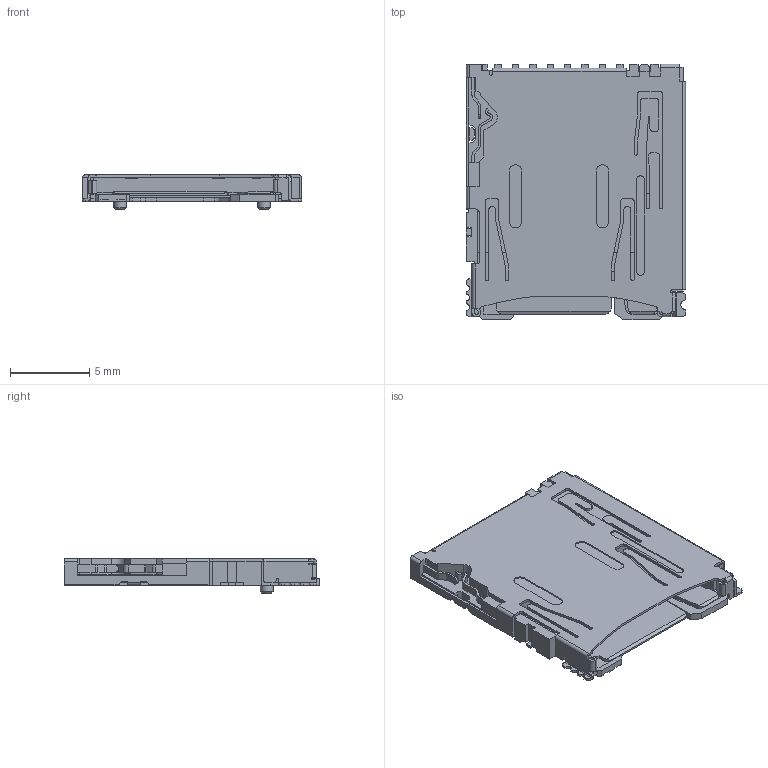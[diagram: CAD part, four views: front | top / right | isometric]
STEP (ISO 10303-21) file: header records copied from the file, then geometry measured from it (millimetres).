
FILE_DESCRIPTION(/* description */ (''),/* implementation_level */ '2;1');
FILE_NAME(/* name */ 'DM3AT-SF-PEJ2M5 v1.step',/* time_stamp */ '2021-01-15T16:45:50+09:00',/* author */ (''),/* organization */ (''),/* preprocessor_version */ 'ST-DEVELOPER v18.1',/* originating_system */ 'Autodesk Translation Framework v9.7.1.1290',/* authorisation */ '');
FILE_SCHEMA (('AUTOMOTIVE_DESIGN { 1 0 10303 214 3 1 1 }'));
Length unit declared in the file: millimetre
Products named in the file (1): DM3AT-SF-PEJ2M5
Bounding box: 13.85 x 16.15 x 2.18 mm (x, y, z)
Volume: 232.6 mm3; surface area: 829.8 mm2
Topology: 1 solids, 1 shells, 671 faces, 1894 edges, 1248 vertices
Faces by surface type: plane 477, cylinder 192, cone 2
Full cylindrical faces by diameter (mm): 0.8 x2, 1 x1
Entity records: 21658 total; most frequent: CARTESIAN_POINT 3842, ORIENTED_EDGE 3788, DIRECTION 3628, EDGE_CURVE 1894, LINE 1496, VECTOR 1496, VERTEX_POINT 1248, AXIS2_PLACEMENT_3D 1066
